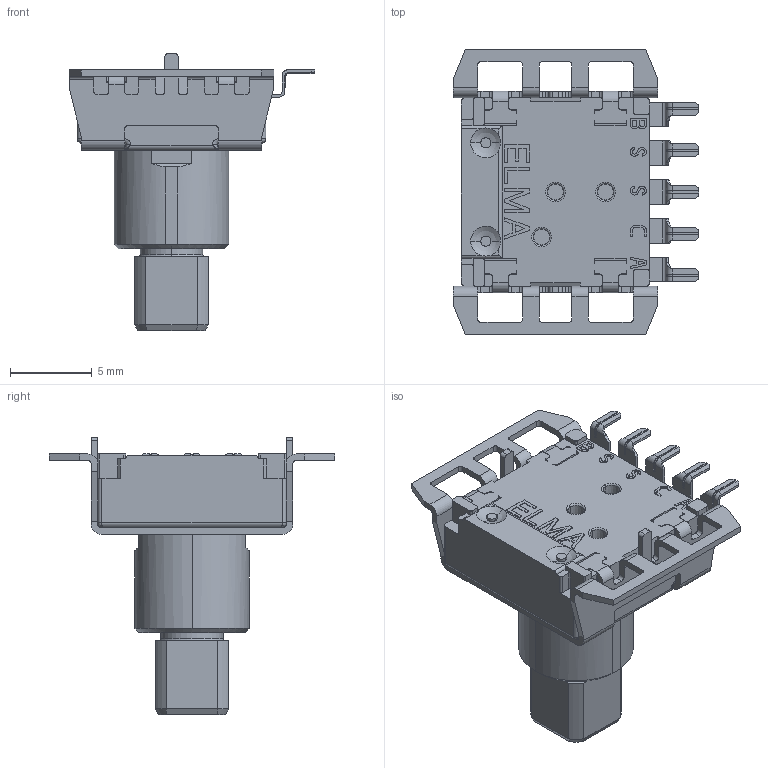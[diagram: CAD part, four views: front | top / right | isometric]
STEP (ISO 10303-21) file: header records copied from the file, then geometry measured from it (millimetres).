
FILE_DESCRIPTION(('CoCreate Modeling STEP Export'),'2;1');
FILE_NAME('E33-SNXXX-M45X.stp','2013-03-16T 0:10:26',(''),(''),'CoCreate Modeling STEP processor for AP214 (Solid Model)','CoCreate Modeling 16.00D 29-May-2009 (C) Parametric Technology GmbH','');
FILE_SCHEMA(('AUTOMOTIVE_DESIGN { 1 0 10303 214 1 1 1 1 }'));
Length unit declared in the file: millimetre
Products named in the file (2): E33-SNXXX-M45X
Assembly tree (1 placements, depth 2):
  E33-SNXXX-M45X
    E33-SNXXX-M45X
Bounding box: 15 x 17.4 x 16.9 mm (x, y, z)
Volume: 963.5 mm3; surface area: 1029 mm2
Topology: 1 solids, 1 shells, 783 faces, 2232 edges, 1437 vertices
Faces by surface type: plane 426, cylinder 297, torus 24, bspline 16, cone 16, sphere 4
Entity records: 25008 total; most frequent: CARTESIAN_POINT 4976, ORIENTED_EDGE 4448, DIRECTION 3953, EDGE_CURVE 2224, VECTOR 1445, LINE 1445, VERTEX_POINT 1437, AXIS2_PLACEMENT_3D 1254
